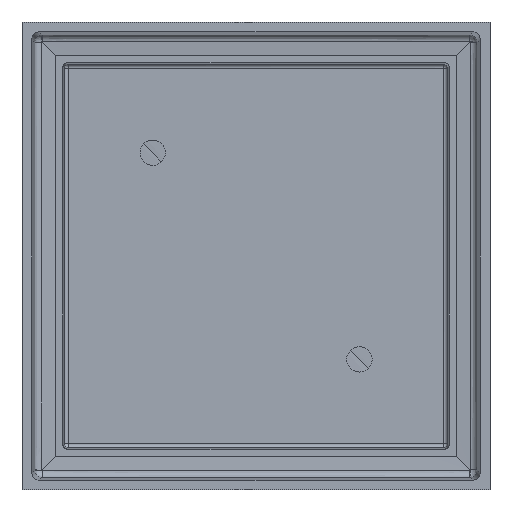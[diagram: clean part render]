
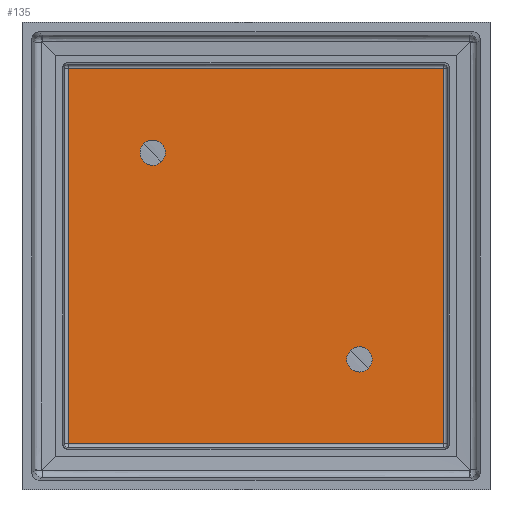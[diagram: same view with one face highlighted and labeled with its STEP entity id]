
A CAD part, top view. The second image highlights one B-rep face of the part: STEP entity #135.
In plain terms, the highlighted face is planar.
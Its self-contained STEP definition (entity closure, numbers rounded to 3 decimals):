
#60=FACE_BOUND('',#1055,.T.);
#61=FACE_BOUND('',#1056,.T.);
#135=ADVANCED_FACE('',(#591,#60,#61),#6807,.T.);
#591=FACE_OUTER_BOUND('',#1054,.T.);
#1054=EDGE_LOOP('',(#1681,#1682,#1683,#1684));
#1055=EDGE_LOOP('',(#1685,#1686));
#1056=EDGE_LOOP('',(#1687,#1688));
#1681=ORIENTED_EDGE('',*,*,#3893,.T.);
#1682=ORIENTED_EDGE('',*,*,#3894,.T.);
#1683=ORIENTED_EDGE('',*,*,#3895,.T.);
#1684=ORIENTED_EDGE('',*,*,#3896,.T.);
#1685=ORIENTED_EDGE('',*,*,#3863,.T.);
#1686=ORIENTED_EDGE('',*,*,#3900,.T.);
#1687=ORIENTED_EDGE('',*,*,#3867,.T.);
#1688=ORIENTED_EDGE('',*,*,#3898,.T.);
#3863=EDGE_CURVE('',#6136,#6135,#5596,.T.);
#3867=EDGE_CURVE('',#6140,#6139,#5598,.T.);
#3893=EDGE_CURVE('',#6193,#6194,#4991,.T.);
#3894=EDGE_CURVE('',#6194,#6195,#4992,.T.);
#3895=EDGE_CURVE('',#6195,#6196,#4993,.T.);
#3896=EDGE_CURVE('',#6196,#6193,#4994,.T.);
#3898=EDGE_CURVE('',#6139,#6140,#5604,.T.);
#3900=EDGE_CURVE('',#6135,#6136,#5606,.T.);
#4991=B_SPLINE_CURVE_WITH_KNOTS('',1,(#9814,#9815),.UNSPECIFIED.,.F.,.F.,
(2,2),(0.,96.345),.UNSPECIFIED.);
#4992=B_SPLINE_CURVE_WITH_KNOTS('',1,(#9816,#9817),.UNSPECIFIED.,.F.,.F.,
(2,2),(0.,96.345),.UNSPECIFIED.);
#4993=B_SPLINE_CURVE_WITH_KNOTS('',1,(#9818,#9819),.UNSPECIFIED.,.F.,.F.,
(2,2),(0.,96.345),.UNSPECIFIED.);
#4994=B_SPLINE_CURVE_WITH_KNOTS('',1,(#9820,#9821),.UNSPECIFIED.,.F.,.F.,
(2,2),(0.,96.345),.UNSPECIFIED.);
#5596=(
BOUNDED_CURVE()
B_SPLINE_CURVE(2,(#9737,#9738,#9739,#9740,#9741),.UNSPECIFIED.,.F.,.F.)
B_SPLINE_CURVE_WITH_KNOTS((3,2,3),(-10.21,-5.105,
0.),.UNSPECIFIED.)
CURVE()
GEOMETRIC_REPRESENTATION_ITEM()
RATIONAL_B_SPLINE_CURVE((1.,0.707,1.,0.707,1.))
REPRESENTATION_ITEM('')
);
#5598=(
BOUNDED_CURVE()
B_SPLINE_CURVE(2,(#9751,#9752,#9753,#9754,#9755),.UNSPECIFIED.,.F.,.F.)
B_SPLINE_CURVE_WITH_KNOTS((3,2,3),(-10.21,-5.105,
0.),.UNSPECIFIED.)
CURVE()
GEOMETRIC_REPRESENTATION_ITEM()
RATIONAL_B_SPLINE_CURVE((1.,0.707,1.,0.707,1.))
REPRESENTATION_ITEM('')
);
#5604=(
BOUNDED_CURVE()
B_SPLINE_CURVE(2,(#9827,#9828,#9829,#9830,#9831),.UNSPECIFIED.,.F.,.F.)
B_SPLINE_CURVE_WITH_KNOTS((3,2,3),(-10.21,-5.105,
0.),.UNSPECIFIED.)
CURVE()
GEOMETRIC_REPRESENTATION_ITEM()
RATIONAL_B_SPLINE_CURVE((1.,0.707,1.,0.707,1.))
REPRESENTATION_ITEM('')
);
#5606=(
BOUNDED_CURVE()
B_SPLINE_CURVE(2,(#9837,#9838,#9839,#9840,#9841),.UNSPECIFIED.,.F.,.F.)
B_SPLINE_CURVE_WITH_KNOTS((3,2,3),(-10.21,-5.105,
0.),.UNSPECIFIED.)
CURVE()
GEOMETRIC_REPRESENTATION_ITEM()
RATIONAL_B_SPLINE_CURVE((1.,0.707,1.,0.707,1.))
REPRESENTATION_ITEM('')
);
#6135=VERTEX_POINT('',#9464);
#6136=VERTEX_POINT('',#9465);
#6139=VERTEX_POINT('',#9468);
#6140=VERTEX_POINT('',#9469);
#6193=VERTEX_POINT('',#9522);
#6194=VERTEX_POINT('',#9523);
#6195=VERTEX_POINT('',#9524);
#6196=VERTEX_POINT('',#9525);
#6807=PLANE('',#7359);
#7359=AXIS2_PLACEMENT_3D('',#8379,#7668,$);
#7668=DIRECTION('',(0.,1.,0.));
#8379=CARTESIAN_POINT('',(-57.807,2.3,-57.807));
#9464=CARTESIAN_POINT('',(26.5,2.3,23.25));
#9465=CARTESIAN_POINT('',(26.5,2.3,29.75));
#9468=CARTESIAN_POINT('',(-26.5,2.3,-29.75));
#9469=CARTESIAN_POINT('',(-26.5,2.3,-23.25));
#9522=CARTESIAN_POINT('',(-48.172,2.3,-48.172));
#9523=CARTESIAN_POINT('',(-48.172,2.3,48.172));
#9524=CARTESIAN_POINT('',(48.172,2.3,48.172));
#9525=CARTESIAN_POINT('',(48.172,2.3,-48.172));
#9737=CARTESIAN_POINT('',(26.5,2.3,29.75));
#9738=CARTESIAN_POINT('',(23.25,2.3,29.75));
#9739=CARTESIAN_POINT('',(23.25,2.3,26.5));
#9740=CARTESIAN_POINT('',(23.25,2.3,23.25));
#9741=CARTESIAN_POINT('',(26.5,2.3,23.25));
#9751=CARTESIAN_POINT('',(-26.5,2.3,-23.25));
#9752=CARTESIAN_POINT('',(-29.75,2.3,-23.25));
#9753=CARTESIAN_POINT('',(-29.75,2.3,-26.5));
#9754=CARTESIAN_POINT('',(-29.75,2.3,-29.75));
#9755=CARTESIAN_POINT('',(-26.5,2.3,-29.75));
#9814=CARTESIAN_POINT('',(-48.172,2.3,-48.172));
#9815=CARTESIAN_POINT('',(-48.172,2.3,48.172));
#9816=CARTESIAN_POINT('',(-48.172,2.3,48.172));
#9817=CARTESIAN_POINT('',(48.172,2.3,48.172));
#9818=CARTESIAN_POINT('',(48.172,2.3,48.172));
#9819=CARTESIAN_POINT('',(48.172,2.3,-48.172));
#9820=CARTESIAN_POINT('',(48.172,2.3,-48.172));
#9821=CARTESIAN_POINT('',(-48.172,2.3,-48.172));
#9827=CARTESIAN_POINT('',(-26.5,2.3,-29.75));
#9828=CARTESIAN_POINT('',(-23.25,2.3,-29.75));
#9829=CARTESIAN_POINT('',(-23.25,2.3,-26.5));
#9830=CARTESIAN_POINT('',(-23.25,2.3,-23.25));
#9831=CARTESIAN_POINT('',(-26.5,2.3,-23.25));
#9837=CARTESIAN_POINT('',(26.5,2.3,23.25));
#9838=CARTESIAN_POINT('',(29.75,2.3,23.25));
#9839=CARTESIAN_POINT('',(29.75,2.3,26.5));
#9840=CARTESIAN_POINT('',(29.75,2.3,29.75));
#9841=CARTESIAN_POINT('',(26.5,2.3,29.75));
